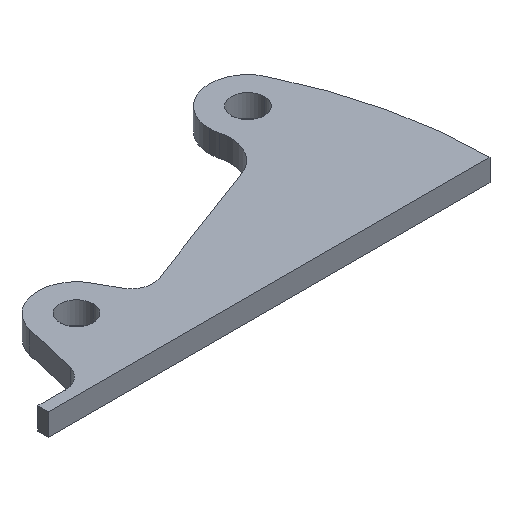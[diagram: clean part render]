
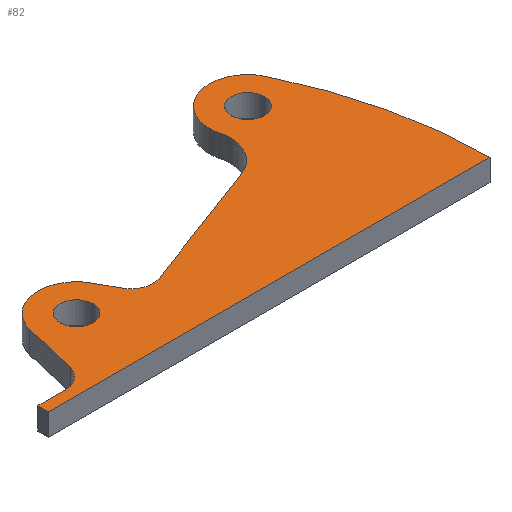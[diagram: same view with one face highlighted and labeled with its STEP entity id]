
A CAD part, isometric view. The second image highlights one B-rep face of the part: STEP entity #82.
In plain terms, the highlighted planar face has unit normal (0, 0, 1).
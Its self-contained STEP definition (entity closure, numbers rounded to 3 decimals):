
#6 = VERTEX_POINT ( 'NONE', #188 ) ;
#9 = EDGE_CURVE ( 'NONE', #10, #326, #494, .T. ) ;
#10 = VERTEX_POINT ( 'NONE', #643 ) ;
#11 = EDGE_CURVE ( 'NONE', #287, #356, #633, .T. ) ;
#14 = DIRECTION ( 'NONE',  ( -0.234, -0.972, 0. ) ) ;
#26 = DIRECTION ( 'NONE',  ( -1., 0., 0. ) ) ;
#33 = DIRECTION ( 'NONE',  ( 1., 0., 0. ) ) ;
#45 = CARTESIAN_POINT ( 'NONE',  ( 59.083, 30., 4. ) ) ;
#59 = ORIENTED_EDGE ( 'NONE', *, *, #104, .T. ) ;
#60 = EDGE_CURVE ( 'NONE', #100, #10, #582, .T. ) ;
#63 = VECTOR ( 'NONE', #14, 1000. ) ;
#64 = EDGE_CURVE ( 'NONE', #512, #471, #560, .T. ) ;
#66 = CARTESIAN_POINT ( 'NONE',  ( 80., 0., 4. ) ) ;
#73 = CIRCLE ( 'NONE', #155, 4. ) ;
#80 = PLANE ( 'NONE',  #571 ) ;
#82 = ADVANCED_FACE ( 'NONE', ( #439, #640, #387 ), #80, .T. ) ;
#83 = AXIS2_PLACEMENT_3D ( 'NONE', #141, #95, #400 ) ;
#88 = DIRECTION ( 'NONE',  ( 0., -1., 0. ) ) ;
#93 = AXIS2_PLACEMENT_3D ( 'NONE', #661, #205, #94 ) ;
#94 = DIRECTION ( 'NONE',  ( 1., 0., 0. ) ) ;
#95 = DIRECTION ( 'NONE',  ( 0., 0., -1. ) ) ;
#100 = VERTEX_POINT ( 'NONE', #434 ) ;
#102 = CARTESIAN_POINT ( 'NONE',  ( 8.889, 5.064, 4. ) ) ;
#104 = EDGE_CURVE ( 'NONE', #350, #6, #366, .T. ) ;
#107 = CARTESIAN_POINT ( 'NONE',  ( 18., 13., 4. ) ) ;
#118 = VERTEX_POINT ( 'NONE', #394 ) ;
#119 = CARTESIAN_POINT ( 'NONE',  ( 72.377, 33.065, 4. ) ) ;
#125 = CARTESIAN_POINT ( 'NONE',  ( 54.974, 20., 4. ) ) ;
#131 = DIRECTION ( 'NONE',  ( 0., 0., -1. ) ) ;
#138 = DIRECTION ( 'NONE',  ( 0., 0., 1. ) ) ;
#140 = CARTESIAN_POINT ( 'NONE',  ( 15., 13., 4. ) ) ;
#141 = CARTESIAN_POINT ( 'NONE',  ( 52.514, 26.553, 4. ) ) ;
#147 = EDGE_CURVE ( 'NONE', #6, #460, #165, .T. ) ;
#153 = DIRECTION ( 'NONE',  ( 0., 0., 1. ) ) ;
#155 = AXIS2_PLACEMENT_3D ( 'NONE', #231, #131, #481 ) ;
#156 = DIRECTION ( 'NONE',  ( 0., 0., 1. ) ) ;
#158 = ORIENTED_EDGE ( 'NONE', *, *, #319, .T. ) ;
#160 = ORIENTED_EDGE ( 'NONE', *, *, #295, .T. ) ;
#165 = CIRCLE ( 'NONE', #83, 7. ) ;
#166 = AXIS2_PLACEMENT_3D ( 'NONE', #107, #410, #656 ) ;
#168 = ORIENTED_EDGE ( 'NONE', *, *, #435, .T. ) ;
#188 = CARTESIAN_POINT ( 'NONE',  ( 59.299, 28.277, 4. ) ) ;
#193 = DIRECTION ( 'NONE',  ( 1., 0., 0. ) ) ;
#205 = DIRECTION ( 'NONE',  ( 0., 0., 1. ) ) ;
#209 = CARTESIAN_POINT ( 'NONE',  ( 63.083, 30., 4. ) ) ;
#219 = ORIENTED_EDGE ( 'NONE', *, *, #372, .T. ) ;
#221 = ORIENTED_EDGE ( 'NONE', *, *, #391, .F. ) ;
#222 = CARTESIAN_POINT ( 'NONE',  ( 11.195, 14.639, 4. ) ) ;
#226 = EDGE_LOOP ( 'NONE', ( #221, #252 ) ) ;
#228 = EDGE_CURVE ( 'NONE', #417, #258, #528, .T. ) ;
#231 = CARTESIAN_POINT ( 'NONE',  ( 29.594, 14.745, 4. ) ) ;
#232 = VECTOR ( 'NONE', #272, 1000. ) ;
#234 = DIRECTION ( 'NONE',  ( 0., 0., 1. ) ) ;
#240 = CARTESIAN_POINT ( 'NONE',  ( 0., 2., 4. ) ) ;
#243 = CARTESIAN_POINT ( 'NONE',  ( 66.083, 30., 4. ) ) ;
#248 = EDGE_CURVE ( 'NONE', #277, #100, #73, .T. ) ;
#252 = ORIENTED_EDGE ( 'NONE', *, *, #296, .F. ) ;
#253 = CARTESIAN_POINT ( 'NONE',  ( 0., 0., 4. ) ) ;
#257 = CIRCLE ( 'NONE', #378, 7. ) ;
#258 = VERTEX_POINT ( 'NONE', #140 ) ;
#264 = LINE ( 'NONE', #253, #486 ) ;
#268 = EDGE_LOOP ( 'NONE', ( #515, #168, #160, #556, #627, #219, #457, #158, #59, #373, #505, #425, #467 ) ) ;
#270 = EDGE_CURVE ( 'NONE', #118, #287, #382, .T. ) ;
#272 = DIRECTION ( 'NONE',  ( -0.936, -0.351, 0. ) ) ;
#277 = VERTEX_POINT ( 'NONE', #539 ) ;
#285 = AXIS2_PLACEMENT_3D ( 'NONE', #243, #449, #193 ) ;
#286 = CARTESIAN_POINT ( 'NONE',  ( 0., 2., 4. ) ) ;
#287 = VERTEX_POINT ( 'NONE', #438 ) ;
#291 = CIRCLE ( 'NONE', #93, 3. ) ;
#295 = EDGE_CURVE ( 'NONE', #298, #118, #550, .T. ) ;
#296 = EDGE_CURVE ( 'NONE', #351, #359, #291, .T. ) ;
#298 = VERTEX_POINT ( 'NONE', #102 ) ;
#304 = AXIS2_PLACEMENT_3D ( 'NONE', #479, #488, #430 ) ;
#311 = CARTESIAN_POINT ( 'NONE',  ( 11.195, 14.639, 4. ) ) ;
#313 = ORIENTED_EDGE ( 'NONE', *, *, #383, .F. ) ;
#317 = CIRCLE ( 'NONE', #166, 3. ) ;
#319 = EDGE_CURVE ( 'NONE', #471, #350, #257, .T. ) ;
#321 = LINE ( 'NONE', #424, #232 ) ;
#326 = VERTEX_POINT ( 'NONE', #311 ) ;
#328 = CARTESIAN_POINT ( 'NONE',  ( 4.482, 0., 4. ) ) ;
#333 = CARTESIAN_POINT ( 'NONE',  ( 26.089, 12.817, 4. ) ) ;
#340 = DIRECTION ( 'NONE',  ( 1., 0., 0. ) ) ;
#345 = CIRCLE ( 'NONE', #611, 3. ) ;
#348 = CARTESIAN_POINT ( 'NONE',  ( 21., 13., 4. ) ) ;
#350 = VERTEX_POINT ( 'NONE', #45 ) ;
#351 = VERTEX_POINT ( 'NONE', #458 ) ;
#356 = VERTEX_POINT ( 'NONE', #405 ) ;
#359 = VERTEX_POINT ( 'NONE', #209 ) ;
#366 = CIRCLE ( 'NONE', #285, 7. ) ;
#372 = EDGE_CURVE ( 'NONE', #356, #512, #264, .T. ) ;
#373 = ORIENTED_EDGE ( 'NONE', *, *, #147, .T. ) ;
#378 = AXIS2_PLACEMENT_3D ( 'NONE', #507, #153, #504 ) ;
#380 = DIRECTION ( 'NONE',  ( 1., 0., 0. ) ) ;
#382 = LINE ( 'NONE', #240, #531 ) ;
#383 = EDGE_CURVE ( 'NONE', #258, #417, #317, .T. ) ;
#386 = CARTESIAN_POINT ( 'NONE',  ( 5., 6., 4. ) ) ;
#387 = FACE_BOUND ( 'NONE', #523, .T. ) ;
#391 = EDGE_CURVE ( 'NONE', #359, #351, #345, .T. ) ;
#394 = CARTESIAN_POINT ( 'NONE',  ( 5., 2., 4. ) ) ;
#397 = DIRECTION ( 'NONE',  ( 0., 0., -1. ) ) ;
#400 = DIRECTION ( 'NONE',  ( 1., 0., 0. ) ) ;
#405 = CARTESIAN_POINT ( 'NONE',  ( 0., 0., 4. ) ) ;
#410 = DIRECTION ( 'NONE',  ( 0., 0., 1. ) ) ;
#417 = VERTEX_POINT ( 'NONE', #348 ) ;
#424 = CARTESIAN_POINT ( 'NONE',  ( 31., 11., 4. ) ) ;
#425 = ORIENTED_EDGE ( 'NONE', *, *, #248, .T. ) ;
#430 = DIRECTION ( 'NONE',  ( 1., 0., 0. ) ) ;
#434 = CARTESIAN_POINT ( 'NONE',  ( 26.089, 12.817, 4. ) ) ;
#435 = EDGE_CURVE ( 'NONE', #326, #298, #522, .T. ) ;
#438 = CARTESIAN_POINT ( 'NONE',  ( 0., 2., 4. ) ) ;
#439 = FACE_BOUND ( 'NONE', #226, .T. ) ;
#440 = CARTESIAN_POINT ( 'NONE',  ( 18., 13., 4. ) ) ;
#442 = VECTOR ( 'NONE', #88, 1000. ) ;
#444 = DIRECTION ( 'NONE',  ( -0.482, 0.876, 0. ) ) ;
#449 = DIRECTION ( 'NONE',  ( 0., 0., 1. ) ) ;
#457 = ORIENTED_EDGE ( 'NONE', *, *, #64, .T. ) ;
#458 = CARTESIAN_POINT ( 'NONE',  ( 69.083, 30., 4. ) ) ;
#460 = VERTEX_POINT ( 'NONE', #125 ) ;
#461 = EDGE_CURVE ( 'NONE', #460, #277, #321, .T. ) ;
#464 = AXIS2_PLACEMENT_3D ( 'NONE', #328, #234, #380 ) ;
#467 = ORIENTED_EDGE ( 'NONE', *, *, #60, .T. ) ;
#471 = VERTEX_POINT ( 'NONE', #119 ) ;
#479 = CARTESIAN_POINT ( 'NONE',  ( 18., 13., 4. ) ) ;
#481 = DIRECTION ( 'NONE',  ( 1., 0., 0. ) ) ;
#486 = VECTOR ( 'NONE', #511, 1000. ) ;
#488 = DIRECTION ( 'NONE',  ( 0., 0., 1. ) ) ;
#494 = CIRCLE ( 'NONE', #304, 7. ) ;
#501 = DIRECTION ( 'NONE',  ( 1., 0., 0. ) ) ;
#504 = DIRECTION ( 'NONE',  ( 1., 0., 0. ) ) ;
#505 = ORIENTED_EDGE ( 'NONE', *, *, #461, .T. ) ;
#507 = CARTESIAN_POINT ( 'NONE',  ( 66.083, 30., 4. ) ) ;
#511 = DIRECTION ( 'NONE',  ( 1., 0., 0. ) ) ;
#512 = VERTEX_POINT ( 'NONE', #66 ) ;
#515 = ORIENTED_EDGE ( 'NONE', *, *, #9, .T. ) ;
#522 = LINE ( 'NONE', #222, #63 ) ;
#523 = EDGE_LOOP ( 'NONE', ( #313, #647 ) ) ;
#528 = CIRCLE ( 'NONE', #644, 3. ) ;
#531 = VECTOR ( 'NONE', #26, 1000. ) ;
#539 = CARTESIAN_POINT ( 'NONE',  ( 31., 11., 4. ) ) ;
#550 = CIRCLE ( 'NONE', #593, 4. ) ;
#556 = ORIENTED_EDGE ( 'NONE', *, *, #270, .T. ) ;
#560 = CIRCLE ( 'NONE', #464, 75.518 ) ;
#565 = DIRECTION ( 'NONE',  ( 1., 0., 0. ) ) ;
#571 = AXIS2_PLACEMENT_3D ( 'NONE', #592, #138, #340 ) ;
#582 = LINE ( 'NONE', #333, #601 ) ;
#592 = CARTESIAN_POINT ( 'NONE',  ( 18., 13., 4. ) ) ;
#593 = AXIS2_PLACEMENT_3D ( 'NONE', #386, #397, #501 ) ;
#601 = VECTOR ( 'NONE', #444, 1000. ) ;
#610 = CARTESIAN_POINT ( 'NONE',  ( 66.083, 30., 4. ) ) ;
#611 = AXIS2_PLACEMENT_3D ( 'NONE', #610, #156, #565 ) ;
#627 = ORIENTED_EDGE ( 'NONE', *, *, #11, .T. ) ;
#633 = LINE ( 'NONE', #286, #442 ) ;
#640 = FACE_OUTER_BOUND ( 'NONE', #268, .T. ) ;
#643 = CARTESIAN_POINT ( 'NONE',  ( 24.134, 16.373, 4. ) ) ;
#644 = AXIS2_PLACEMENT_3D ( 'NONE', #440, #646, #33 ) ;
#646 = DIRECTION ( 'NONE',  ( 0., 0., 1. ) ) ;
#647 = ORIENTED_EDGE ( 'NONE', *, *, #228, .F. ) ;
#656 = DIRECTION ( 'NONE',  ( 1., 0., 0. ) ) ;
#661 = CARTESIAN_POINT ( 'NONE',  ( 66.083, 30., 4. ) ) ;
